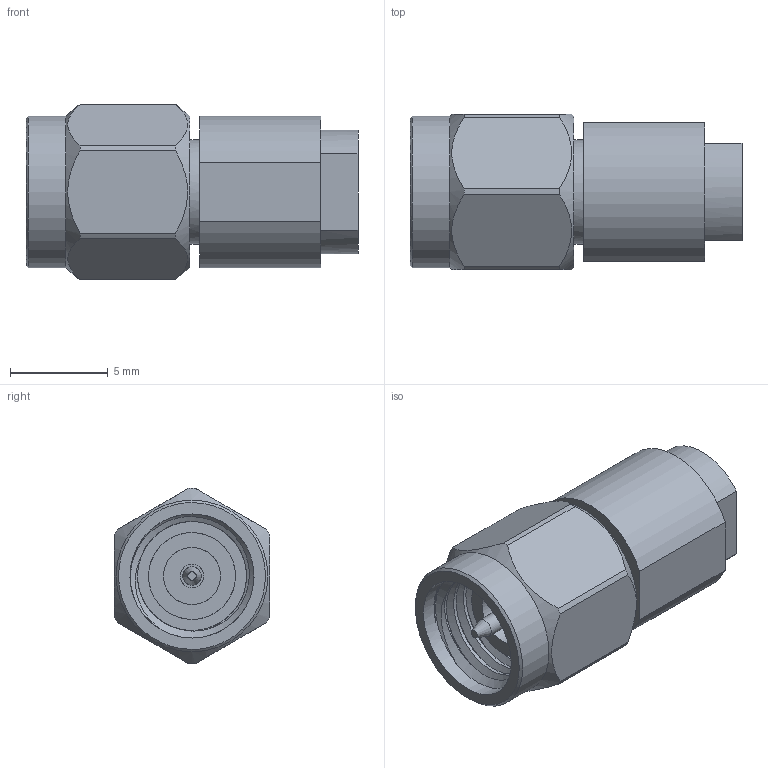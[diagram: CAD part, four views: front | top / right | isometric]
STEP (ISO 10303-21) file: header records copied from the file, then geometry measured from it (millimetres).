
FILE_DESCRIPTION (( 'STEP AP203' ), '1' );
FILE_NAME ('PE6176_3D.step', '2020-05-21T22:56:48', ( '' ), ( '' ), 'SwSTEP 2.0', 'SolidWorks 2018', '' );
FILE_SCHEMA (( 'CONFIG_CONTROL_DESIGN' ));
Length unit declared in the file: inch
Products named in the file (1): PE6176_3D
Bounding box: 16.99 x 7.94 x 8.99 mm (x, y, z)
Volume: 668.3 mm3; surface area: 805.7 mm2
Topology: 1 solids, 1 shells, 56 faces, 155 edges, 111 vertices
Faces by surface type: cylinder 24, plane 24, cone 5, bspline 3
Full cylindrical faces by diameter (mm): 0.94 x1, 1.194 x1, 2.485 x1, 2.92 x1, 4.445 x1, 5.334 x1, 6.35 x7, 6.604 x1, 7.762 x1
Entity records: 4226 total; most frequent: CARTESIAN_POINT 2993, ORIENTED_EDGE 262, DIRECTION 184, EDGE_CURVE 131, VERTEX_POINT 107, AXIS2_PLACEMENT_3D 78, EDGE_LOOP 74, FACE_OUTER_BOUND 60
